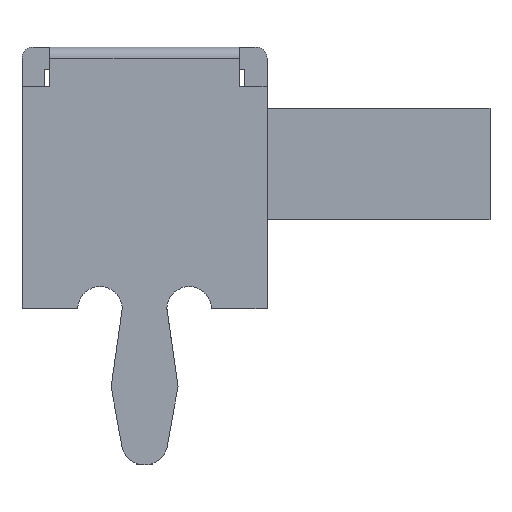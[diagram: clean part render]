
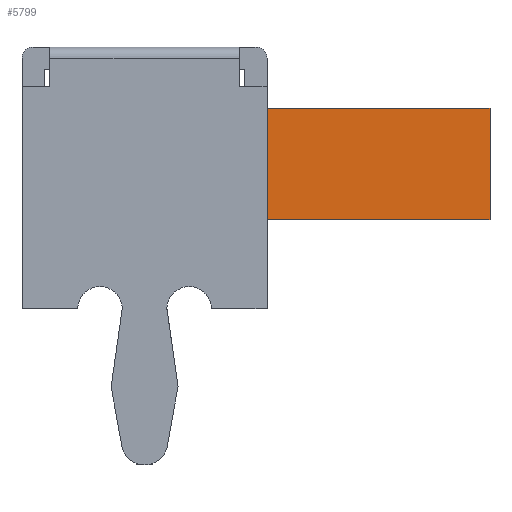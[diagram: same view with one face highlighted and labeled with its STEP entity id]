
A CAD part, left-side view. The second image highlights one B-rep face of the part: STEP entity #5799.
In plain terms, the highlighted planar face has unit normal (-1, 0, 0).
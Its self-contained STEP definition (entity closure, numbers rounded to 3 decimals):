
#5799 = ADVANCED_FACE('',(#5800),#5814,.F.);
#5800 = FACE_BOUND('',#5801,.F.);
#5801 = EDGE_LOOP('',(#5802,#5837,#5865,#5893));
#5802 = ORIENTED_EDGE('',*,*,#5803,.F.);
#5803 = EDGE_CURVE('',#5804,#5806,#5808,.T.);
#5804 = VERTEX_POINT('',#5805);
#5805 = CARTESIAN_POINT('',(0.,-6.2,3.6));
#5806 = VERTEX_POINT('',#5807);
#5807 = CARTESIAN_POINT('',(0.,-1.7,3.6));
#5808 = SURFACE_CURVE('',#5809,(#5813,#5825),.PCURVE_S1.);
#5809 = LINE('',#5810,#5811);
#5810 = CARTESIAN_POINT('',(0.,-6.2,3.6));
#5811 = VECTOR('',#5812,1.);
#5812 = DIRECTION('',(0.,1.,0.));
#5813 = PCURVE('',#5814,#5819);
#5814 = PLANE('',#5815);
#5815 = AXIS2_PLACEMENT_3D('',#5816,#5817,#5818);
#5816 = CARTESIAN_POINT('',(0.,-6.2,1.6));
#5817 = DIRECTION('',(1.,0.,0.));
#5818 = DIRECTION('',(0.,0.,1.));
#5819 = DEFINITIONAL_REPRESENTATION('',(#5820),#5824);
#5820 = LINE('',#5821,#5822);
#5821 = CARTESIAN_POINT('',(2.,0.));
#5822 = VECTOR('',#5823,1.);
#5823 = DIRECTION('',(0.,-1.));
#5824 = ( GEOMETRIC_REPRESENTATION_CONTEXT(2) 
PARAMETRIC_REPRESENTATION_CONTEXT() REPRESENTATION_CONTEXT('2D SPACE',''
  ) );
#5825 = PCURVE('',#5826,#5831);
#5826 = PLANE('',#5827);
#5827 = AXIS2_PLACEMENT_3D('',#5828,#5829,#5830);
#5828 = CARTESIAN_POINT('',(0.,-6.2,3.6));
#5829 = DIRECTION('',(0.,0.,1.));
#5830 = DIRECTION('',(1.,0.,0.));
#5831 = DEFINITIONAL_REPRESENTATION('',(#5832),#5836);
#5832 = LINE('',#5833,#5834);
#5833 = CARTESIAN_POINT('',(0.,0.));
#5834 = VECTOR('',#5835,1.);
#5835 = DIRECTION('',(0.,1.));
#5836 = ( GEOMETRIC_REPRESENTATION_CONTEXT(2) 
PARAMETRIC_REPRESENTATION_CONTEXT() REPRESENTATION_CONTEXT('2D SPACE',''
  ) );
#5837 = ORIENTED_EDGE('',*,*,#5838,.F.);
#5838 = EDGE_CURVE('',#5839,#5804,#5841,.T.);
#5839 = VERTEX_POINT('',#5840);
#5840 = CARTESIAN_POINT('',(0.,-6.2,1.6));
#5841 = SURFACE_CURVE('',#5842,(#5846,#5853),.PCURVE_S1.);
#5842 = LINE('',#5843,#5844);
#5843 = CARTESIAN_POINT('',(0.,-6.2,1.6));
#5844 = VECTOR('',#5845,1.);
#5845 = DIRECTION('',(0.,0.,1.));
#5846 = PCURVE('',#5814,#5847);
#5847 = DEFINITIONAL_REPRESENTATION('',(#5848),#5852);
#5848 = LINE('',#5849,#5850);
#5849 = CARTESIAN_POINT('',(0.,0.));
#5850 = VECTOR('',#5851,1.);
#5851 = DIRECTION('',(1.,0.));
#5852 = ( GEOMETRIC_REPRESENTATION_CONTEXT(2) 
PARAMETRIC_REPRESENTATION_CONTEXT() REPRESENTATION_CONTEXT('2D SPACE',''
  ) );
#5853 = PCURVE('',#5854,#5859);
#5854 = PLANE('',#5855);
#5855 = AXIS2_PLACEMENT_3D('',#5856,#5857,#5858);
#5856 = CARTESIAN_POINT('',(0.,-6.2,1.6));
#5857 = DIRECTION('',(0.,1.,0.));
#5858 = DIRECTION('',(0.,0.,1.));
#5859 = DEFINITIONAL_REPRESENTATION('',(#5860),#5864);
#5860 = LINE('',#5861,#5862);
#5861 = CARTESIAN_POINT('',(0.,0.));
#5862 = VECTOR('',#5863,1.);
#5863 = DIRECTION('',(1.,0.));
#5864 = ( GEOMETRIC_REPRESENTATION_CONTEXT(2) 
PARAMETRIC_REPRESENTATION_CONTEXT() REPRESENTATION_CONTEXT('2D SPACE',''
  ) );
#5865 = ORIENTED_EDGE('',*,*,#5866,.T.);
#5866 = EDGE_CURVE('',#5839,#5867,#5869,.T.);
#5867 = VERTEX_POINT('',#5868);
#5868 = CARTESIAN_POINT('',(0.,-1.7,1.6));
#5869 = SURFACE_CURVE('',#5870,(#5874,#5881),.PCURVE_S1.);
#5870 = LINE('',#5871,#5872);
#5871 = CARTESIAN_POINT('',(0.,-6.2,1.6));
#5872 = VECTOR('',#5873,1.);
#5873 = DIRECTION('',(0.,1.,0.));
#5874 = PCURVE('',#5814,#5875);
#5875 = DEFINITIONAL_REPRESENTATION('',(#5876),#5880);
#5876 = LINE('',#5877,#5878);
#5877 = CARTESIAN_POINT('',(0.,0.));
#5878 = VECTOR('',#5879,1.);
#5879 = DIRECTION('',(0.,-1.));
#5880 = ( GEOMETRIC_REPRESENTATION_CONTEXT(2) 
PARAMETRIC_REPRESENTATION_CONTEXT() REPRESENTATION_CONTEXT('2D SPACE',''
  ) );
#5881 = PCURVE('',#5882,#5887);
#5882 = PLANE('',#5883);
#5883 = AXIS2_PLACEMENT_3D('',#5884,#5885,#5886);
#5884 = CARTESIAN_POINT('',(0.,-6.2,1.6));
#5885 = DIRECTION('',(0.,0.,1.));
#5886 = DIRECTION('',(1.,0.,0.));
#5887 = DEFINITIONAL_REPRESENTATION('',(#5888),#5892);
#5888 = LINE('',#5889,#5890);
#5889 = CARTESIAN_POINT('',(0.,0.));
#5890 = VECTOR('',#5891,1.);
#5891 = DIRECTION('',(0.,1.));
#5892 = ( GEOMETRIC_REPRESENTATION_CONTEXT(2) 
PARAMETRIC_REPRESENTATION_CONTEXT() REPRESENTATION_CONTEXT('2D SPACE',''
  ) );
#5893 = ORIENTED_EDGE('',*,*,#5894,.T.);
#5894 = EDGE_CURVE('',#5867,#5806,#5895,.T.);
#5895 = SURFACE_CURVE('',#5896,(#5900,#5906),.PCURVE_S1.);
#5896 = LINE('',#5897,#5898);
#5897 = CARTESIAN_POINT('',(0.,-1.7,1.6));
#5898 = VECTOR('',#5899,1.);
#5899 = DIRECTION('',(0.,0.,1.));
#5900 = PCURVE('',#5814,#5901);
#5901 = DEFINITIONAL_REPRESENTATION('',(#5902),#5905);
#5902 = B_SPLINE_CURVE_WITH_KNOTS('',1,(#5903,#5904),.UNSPECIFIED.,.F.,
  .F.,(2,2),(0.,2.),.PIECEWISE_BEZIER_KNOTS.);
#5903 = CARTESIAN_POINT('',(0.,-4.5));
#5904 = CARTESIAN_POINT('',(2.,-4.5));
#5905 = ( GEOMETRIC_REPRESENTATION_CONTEXT(2) 
PARAMETRIC_REPRESENTATION_CONTEXT() REPRESENTATION_CONTEXT('2D SPACE',''
  ) );
#5906 = PCURVE('',#5907,#5912);
#5907 = PLANE('',#5908);
#5908 = AXIS2_PLACEMENT_3D('',#5909,#5910,#5911);
#5909 = CARTESIAN_POINT('',(3.8,-1.7,1.6));
#5910 = DIRECTION('',(0.,1.,0.));
#5911 = DIRECTION('',(-1.,0.,0.));
#5912 = DEFINITIONAL_REPRESENTATION('',(#5913),#5916);
#5913 = B_SPLINE_CURVE_WITH_KNOTS('',1,(#5914,#5915),.UNSPECIFIED.,.F.,
  .F.,(2,2),(0.,2.),.PIECEWISE_BEZIER_KNOTS.);
#5914 = CARTESIAN_POINT('',(3.8,0.));
#5915 = CARTESIAN_POINT('',(3.8,2.));
#5916 = ( GEOMETRIC_REPRESENTATION_CONTEXT(2) 
PARAMETRIC_REPRESENTATION_CONTEXT() REPRESENTATION_CONTEXT('2D SPACE',''
  ) );
